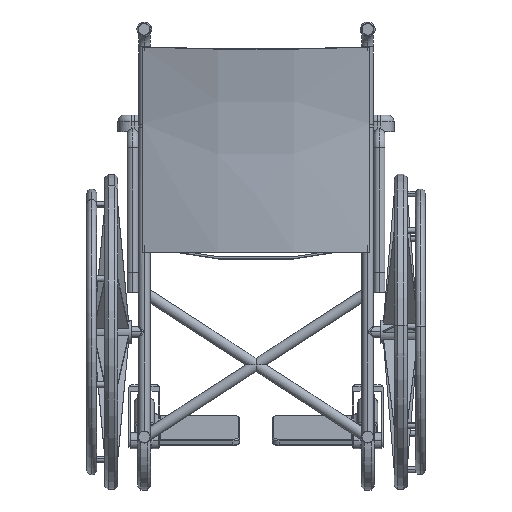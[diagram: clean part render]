
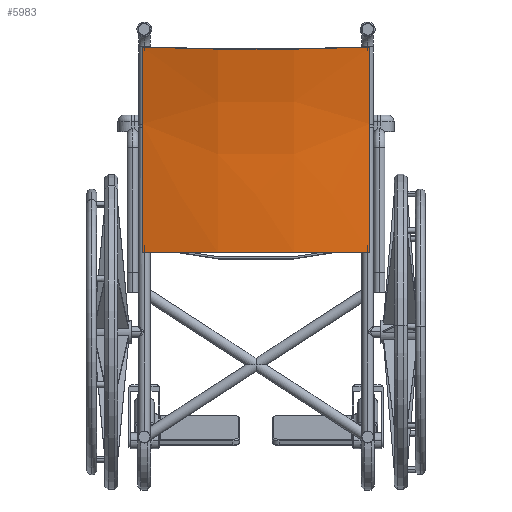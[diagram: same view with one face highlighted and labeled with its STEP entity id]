
A CAD part, top view. The second image highlights one B-rep face of the part: STEP entity #5983.
In plain terms, the highlighted free-form (B-spline) face has degree [3, 3] with [4, 4] control points.
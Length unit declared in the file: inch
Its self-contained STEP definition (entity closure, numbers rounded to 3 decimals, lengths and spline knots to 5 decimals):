
#105 = EDGE_CURVE ( 'NONE', #13752, #9674, #13663, .T. ) ;
#1355 = B_SPLINE_CURVE_WITH_KNOTS ( 'NONE', 3,
 ( #1749, #15025, #8797, #7632 ),
 .UNSPECIFIED., .F., .F.,
 ( 4, 4 ),
 ( 0., 1. ),
 .UNSPECIFIED. ) ;
#1749 = CARTESIAN_POINT ( 'NONE',  ( -0.1348, -17., -5.42817 ) ) ;
#1878 = CARTESIAN_POINT ( 'NONE',  ( 8.5, 4.75958, -40.53216 ) ) ;
#2130 = CARTESIAN_POINT ( 'NONE',  ( 17.1348, -1.3453, -4.41519 ) ) ;
#2220 = B_SPLINE_SURFACE_WITH_KNOTS ( 'NONE', 3, 3, ( 
 ( #16862, #12347, #6757, #3586 ),
 ( #11196, #18482, #14076, #6387 ),
 ( #9284, #15234, #15132, #10922 ),
 ( #15410, #7839, #12444, #2130 ) ),
 .UNSPECIFIED., .F., .F., .F.,
 ( 4, 4 ),
 ( 4, 4 ),
 ( 0., 1. ),
 ( 0., 1. ),
 .UNSPECIFIED. ) ;
#3059 = ORIENTED_EDGE ( 'NONE', *, *, #5979, .T. ) ;
#3565 = CARTESIAN_POINT ( 'NONE',  ( 17.1348, -1.3453, -4.41519 ) ) ;
#3586 = CARTESIAN_POINT ( 'NONE',  ( -0.1348, -1.3453, -4.41519 ) ) ;
#3662 = CARTESIAN_POINT ( 'NONE',  ( -0.1348, -17., -5.42817 ) ) ;
#5979 = EDGE_CURVE ( 'NONE', #8377, #13752, #6251, .T. ) ;
#5983 = ADVANCED_FACE ( 'NONE', ( #13877 ), #2220, .T. ) ;
#6251 = CIRCLE ( 'NONE', #10252, 37.63329 ) ;
#6387 = CARTESIAN_POINT ( 'NONE',  ( 5.54377, -1.56841, -3.09528 ) ) ;
#6757 = CARTESIAN_POINT ( 'NONE',  ( -0.1348, -6.50131, -5.28672 ) ) ;
#6943 = AXIS2_PLACEMENT_3D ( 'NONE', #1878, #7570, #7669 ) ;
#7381 = CARTESIAN_POINT ( 'NONE',  ( 17.1348, -1.3453, -4.41519 ) ) ;
#7570 = DIRECTION ( 'NONE',  ( 0., 0.986, 0.167 ) ) ;
#7632 = CARTESIAN_POINT ( 'NONE',  ( -0.1348, -1.3453, -4.41519 ) ) ;
#7669 = DIRECTION ( 'NONE',  ( 0., -0.167, 0.986 ) ) ;
#7839 = CARTESIAN_POINT ( 'NONE',  ( 17.1348, -6.54171, -5.42817 ) ) ;
#8175 = CARTESIAN_POINT ( 'NONE',  ( 17.1348, -17., -5.42817 ) ) ;
#8223 = DIRECTION ( 'NONE',  ( 0., 0., 1. ) ) ;
#8377 = VERTEX_POINT ( 'NONE', #3662 ) ;
#8797 = CARTESIAN_POINT ( 'NONE',  ( -0.1348, -6.50131, -5.28672 ) ) ;
#8846 = CARTESIAN_POINT ( 'NONE',  ( 17.1348, -6.54171, -5.42817 ) ) ;
#9284 = CARTESIAN_POINT ( 'NONE',  ( 11.45623, -17., -4.08954 ) ) ;
#9674 = VERTEX_POINT ( 'NONE', #3565 ) ;
#10252 = AXIS2_PLACEMENT_3D ( 'NONE', #12624, #16770, #8223 ) ;
#10922 = CARTESIAN_POINT ( 'NONE',  ( 11.45623, -1.56841, -3.09528 ) ) ;
#11196 = CARTESIAN_POINT ( 'NONE',  ( 5.54377, -17., -4.08954 ) ) ;
#11198 = CARTESIAN_POINT ( 'NONE',  ( -0.1348, -1.3453, -4.41519 ) ) ;
#12347 = CARTESIAN_POINT ( 'NONE',  ( -0.1348, -6.54171, -5.42817 ) ) ;
#12444 = CARTESIAN_POINT ( 'NONE',  ( 17.1348, -6.50131, -5.28672 ) ) ;
#12624 = CARTESIAN_POINT ( 'NONE',  ( 8.5, -17., -42.05746 ) ) ;
#12774 = CIRCLE ( 'NONE', #6943, 37.63329 ) ;
#13177 = ORIENTED_EDGE ( 'NONE', *, *, #16644, .F. ) ;
#13369 = EDGE_LOOP ( 'NONE', ( #3059, #14554, #13177, #15511 ) ) ;
#13663 = B_SPLINE_CURVE_WITH_KNOTS ( 'NONE', 3,
 ( #17393, #8846, #14689, #7381 ),
 .UNSPECIFIED., .F., .F.,
 ( 4, 4 ),
 ( 0., 1. ),
 .UNSPECIFIED. ) ;
#13752 = VERTEX_POINT ( 'NONE', #8175 ) ;
#13877 = FACE_OUTER_BOUND ( 'NONE', #13369, .T. ) ;
#14076 = CARTESIAN_POINT ( 'NONE',  ( 5.54377, -6.72442, -3.9668 ) ) ;
#14377 = VERTEX_POINT ( 'NONE', #11198 ) ;
#14554 = ORIENTED_EDGE ( 'NONE', *, *, #105, .T. ) ;
#14689 = CARTESIAN_POINT ( 'NONE',  ( 17.1348, -6.50131, -5.28672 ) ) ;
#15025 = CARTESIAN_POINT ( 'NONE',  ( -0.1348, -6.54171, -5.42817 ) ) ;
#15132 = CARTESIAN_POINT ( 'NONE',  ( 11.45623, -6.72442, -3.9668 ) ) ;
#15234 = CARTESIAN_POINT ( 'NONE',  ( 11.45623, -6.54171, -4.08954 ) ) ;
#15410 = CARTESIAN_POINT ( 'NONE',  ( 17.1348, -17., -5.42817 ) ) ;
#15511 = ORIENTED_EDGE ( 'NONE', *, *, #18768, .F. ) ;
#16644 = EDGE_CURVE ( 'NONE', #14377, #9674, #12774, .T. ) ;
#16770 = DIRECTION ( 'NONE',  ( 0., 1., 0. ) ) ;
#16862 = CARTESIAN_POINT ( 'NONE',  ( -0.1348, -17., -5.42817 ) ) ;
#17393 = CARTESIAN_POINT ( 'NONE',  ( 17.1348, -17., -5.42817 ) ) ;
#18482 = CARTESIAN_POINT ( 'NONE',  ( 5.54377, -6.54171, -4.08954 ) ) ;
#18768 = EDGE_CURVE ( 'NONE', #8377, #14377, #1355, .T. ) ;
